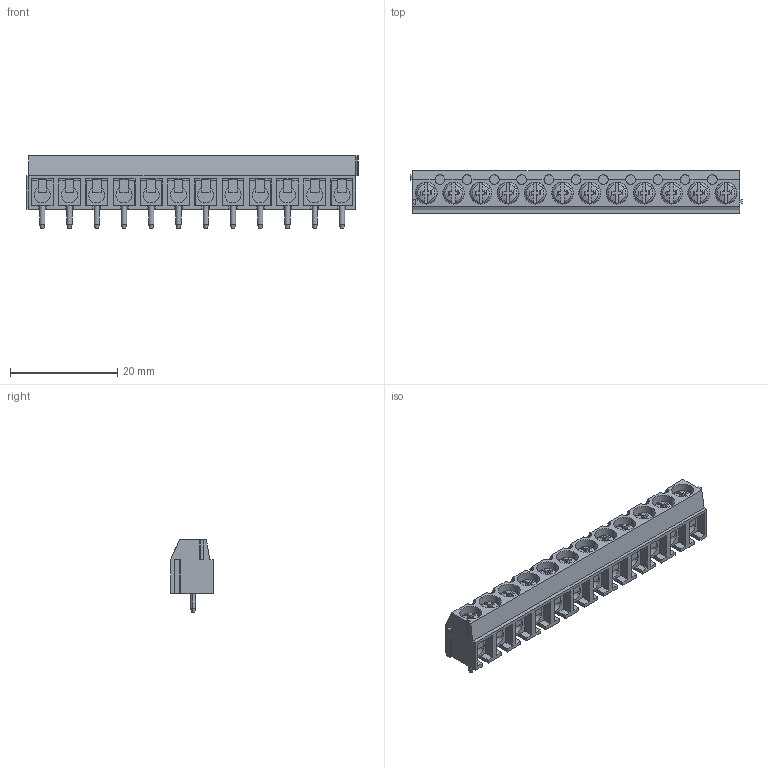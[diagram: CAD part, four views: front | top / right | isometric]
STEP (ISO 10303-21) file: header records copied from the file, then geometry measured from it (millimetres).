
FILE_DESCRIPTION(('CATIA V5 STEP Exchange','CAx-IF Rec.Pracs.--- Model Styling and Organization---1.4--- 2014-01-23'),'2;1');
FILE_NAME ('D1449993_1_1234640000_1234640000.stp','2021-04-07T13:49:15+00:00',('none'),('Weidmueller'),'CATIA Version 5-6 Release 2016 SP3 HF44','CATIA V5 STEP AP214','none');
FILE_SCHEMA(('AUTOMOTIVE_DESIGN { 1 0 10303 214 1 1 1 1 }'));
Length unit declared in the file: millimetre
Products named in the file (1): 1234640000
Bounding box: 61.91 x 8 x 13.5 mm (x, y, z)
Volume: 3229.3 mm3; surface area: 6302.6 mm2
Topology: 25 solids, 25 shells, 767 faces, 2027 edges, 1334 vertices
Faces by surface type: plane 469, cylinder 130, cone 72, torus 48, revolution 48
Entity records: 22539 total; most frequent: CARTESIAN_POINT 5688, ORIENTED_EDGE 4054, DIRECTION 2404, EDGE_CURVE 2027, VERTEX_POINT 1334, VECTOR 1149, LINE 1149, AXIS2_PLACEMENT_3D 895
